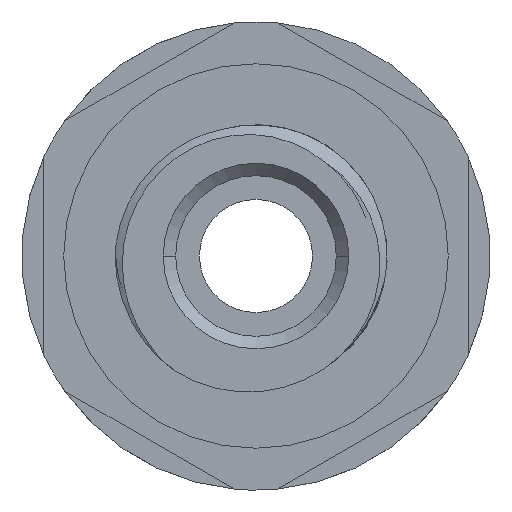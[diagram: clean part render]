
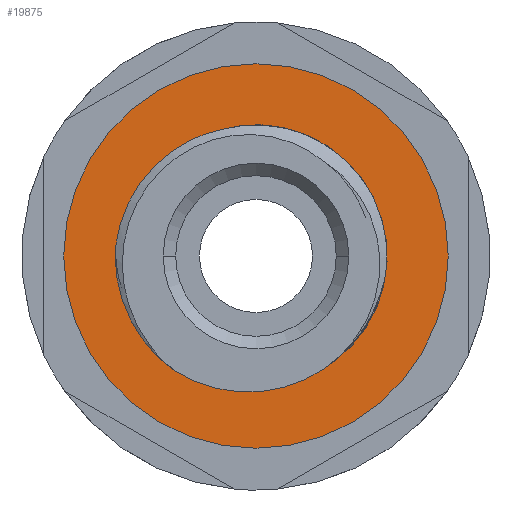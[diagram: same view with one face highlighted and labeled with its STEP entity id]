
A CAD part, front view. The second image highlights one B-rep face of the part: STEP entity #19875.
In plain terms, the highlighted planar face has unit normal (0, -1, 0).
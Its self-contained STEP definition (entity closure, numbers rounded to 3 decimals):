
#9245=CARTESIAN_POINT('',(-6.213,0.2,0.391));
#9246=CARTESIAN_POINT('',(-6.175,0.2,0.71));
#9247=CARTESIAN_POINT('',(-6.052,0.2,1.33));
#9248=CARTESIAN_POINT('',(-5.73,0.2,2.217));
#9249=CARTESIAN_POINT('',(-5.274,0.2,3.045));
#9250=CARTESIAN_POINT('',(-4.706,0.2,3.782));
#9251=CARTESIAN_POINT('',(-4.032,0.2,4.422));
#9252=CARTESIAN_POINT('',(-3.273,0.2,4.946));
#9253=CARTESIAN_POINT('',(-2.449,0.2,5.343));
#9254=CARTESIAN_POINT('',(-1.87,0.2,5.518));
#9255=CARTESIAN_POINT('',(-1.573,0.2,5.583));
#9373=CARTESIAN_POINT('',(0.,0.2,0.));
#9374=DIRECTION('',(0.,-1.,0.));
#9375=DIRECTION('',(0.,0.,1.));
#9376=AXIS2_PLACEMENT_3D('',#9373,#9374,#9375);
#9381=CARTESIAN_POINT('',(0.,0.2,0.));
#9382=DIRECTION('',(0.,-1.,0.));
#9383=DIRECTION('',(0.,0.,-1.));
#9384=AXIS2_PLACEMENT_3D('',#9381,#9382,#9383);
#9724=CARTESIAN_POINT('',(0.,0.2,0.));
#9725=DIRECTION('',(0.,1.,0.));
#9726=DIRECTION('',(-0.271,0.,0.963));
#9727=AXIS2_PLACEMENT_3D('',#9724,#9725,#9726);
#9740=CARTESIAN_POINT('',(-2.26,0.2,-5.342));
#9741=CARTESIAN_POINT('',(-2.548,0.2,-5.24));
#9742=CARTESIAN_POINT('',(-3.1,0.2,-4.993));
#9743=CARTESIAN_POINT('',(-3.867,0.2,-4.497));
#9744=CARTESIAN_POINT('',(-4.555,0.2,-3.881));
#9745=CARTESIAN_POINT('',(-5.144,0.2,-3.161));
#9746=CARTESIAN_POINT('',(-5.616,0.2,-2.357));
#9747=CARTESIAN_POINT('',(-5.962,0.2,-1.482));
#9748=CARTESIAN_POINT('',(-6.172,0.2,-0.555));
#9749=CARTESIAN_POINT('',(-6.215,0.2,0.073));
#9750=CARTESIAN_POINT('',(-6.213,0.2,0.391));
#11009=CARTESIAN_POINT('',(0.,0.2,8.5));
#11010=CARTESIAN_POINT('',(0.,0.2,-8.5));
#11011=VERTEX_POINT('',#11009);
#11012=VERTEX_POINT('',#11010);
#11401=VERTEX_POINT('',#9245);
#11402=VERTEX_POINT('',#9255);
#11403=VERTEX_POINT('',#9740);
#19857=CARTESIAN_POINT('',(0.,0.2,0.));
#19858=DIRECTION('',(0.,-1.,0.));
#19859=DIRECTION('',(0.,0.,1.));
#19860=AXIS2_PLACEMENT_3D('',#19857,#19858,#19859);
#19861=PLANE('',#19860);
#19863=ORIENTED_EDGE('',*,*,#19862,.F.);
#19865=ORIENTED_EDGE('',*,*,#19864,.F.);
#19866=EDGE_LOOP('',(#19863,#19865));
#19867=FACE_OUTER_BOUND('',#19866,.F.);
#19868=ORIENTED_EDGE('',*,*,#19834,.F.);
#19870=ORIENTED_EDGE('',*,*,#19869,.F.);
#19872=ORIENTED_EDGE('',*,*,#19871,.F.);
#19873=EDGE_LOOP('',(#19868,#19870,#19872));
#19874=FACE_BOUND('',#19873,.F.);
#19875=ADVANCED_FACE('',(#19867,#19874),#19861,.T.);
#9256=B_SPLINE_CURVE_WITH_KNOTS('',3,(#9245,#9246,#9247,#9248,#9249,#9250,#9251,
#9252,#9253,#9254,#9255),.UNSPECIFIED.,.F.,.F.,(4,1,1,1,1,1,1,1,4),(0.,
0.125,0.25,0.375,0.5,0.625,0.75,0.875,1.),.UNSPECIFIED.);
#9377=CIRCLE('',#9376,8.5);
#9385=CIRCLE('',#9384,8.5);
#9728=CIRCLE('',#9727,5.8);
#9751=B_SPLINE_CURVE_WITH_KNOTS('',3,(#9740,#9741,#9742,#9743,#9744,#9745,#9746,
#9747,#9748,#9749,#9750),.UNSPECIFIED.,.F.,.F.,(4,1,1,1,1,1,1,1,4),(0.,
0.125,0.25,0.375,0.5,0.625,0.75,0.875,1.),.UNSPECIFIED.);
#19834=EDGE_CURVE('',#11401,#11402,#9256,.T.);
#19862=EDGE_CURVE('',#11011,#11012,#9377,.T.);
#19864=EDGE_CURVE('',#11012,#11011,#9385,.T.);
#19869=EDGE_CURVE('',#11403,#11401,#9751,.T.);
#19871=EDGE_CURVE('',#11402,#11403,#9728,.T.);
